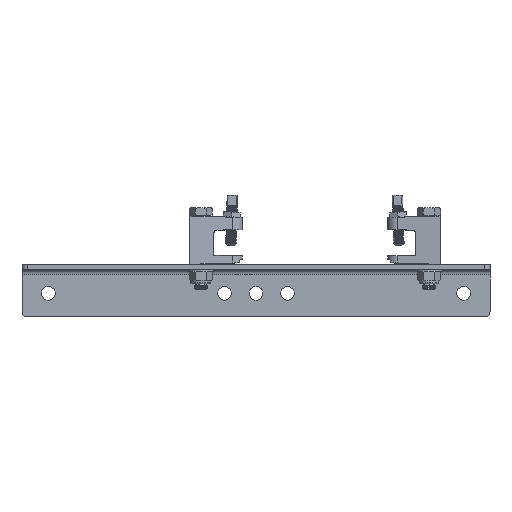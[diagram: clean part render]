
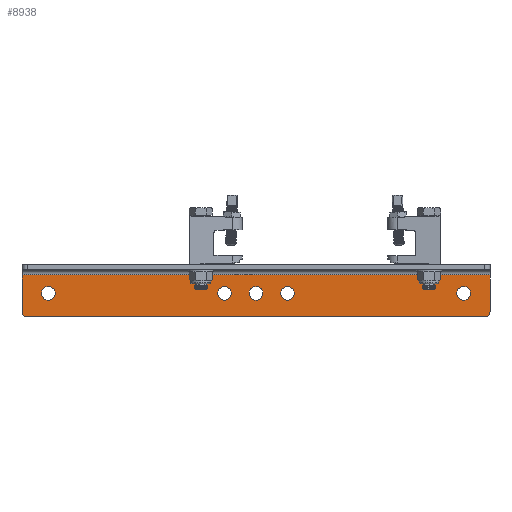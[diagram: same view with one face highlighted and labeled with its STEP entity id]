
A CAD part, top view. The second image highlights one B-rep face of the part: STEP entity #8938.
In plain terms, the highlighted planar face has unit normal (0, 0, 1).
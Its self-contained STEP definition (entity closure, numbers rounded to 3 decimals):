
#144 = ORIENTED_EDGE ( 'NONE', *, *, #5495, .F. ) ;
#575 = DIRECTION ( 'NONE',  ( 1., 0., 0. ) ) ;
#749 = CARTESIAN_POINT ( 'NONE',  ( -197.5, 27.5, 5. ) ) ;
#754 = DIRECTION ( 'NONE',  ( -1., 0., 0. ) ) ;
#1000 = EDGE_LOOP ( 'NONE', ( #5435, #3421 ) ) ;
#1056 = EDGE_CURVE ( 'NONE', #12336, #15072, #1110, .T. ) ;
#1110 = CIRCLE ( 'NONE', #14462, 6.5 ) ;
#1217 = CARTESIAN_POINT ( 'NONE',  ( -222.5, 0., 5. ) ) ;
#1560 = AXIS2_PLACEMENT_3D ( 'NONE', #8929, #7680, #10187 ) ;
#1656 = CIRCLE ( 'NONE', #3942, 6.5 ) ;
#1700 = VERTEX_POINT ( 'NONE', #12529 ) ;
#1866 = LINE ( 'NONE', #12417, #14367 ) ;
#2008 = VERTEX_POINT ( 'NONE', #4884 ) ;
#2143 = CARTESIAN_POINT ( 'NONE',  ( -217.5, 50., 5. ) ) ;
#2347 = EDGE_CURVE ( 'NONE', #2008, #1700, #8523, .T. ) ;
#2705 = EDGE_CURVE ( 'NONE', #7662, #16110, #11074, .T. ) ;
#2767 = CARTESIAN_POINT ( 'NONE',  ( 217.5, 50., 5. ) ) ;
#2822 = CARTESIAN_POINT ( 'NONE',  ( 30., 27.5, 5. ) ) ;
#3068 = ORIENTED_EDGE ( 'NONE', *, *, #10584, .T. ) ;
#3172 = EDGE_CURVE ( 'NONE', #5164, #4510, #13153, .T. ) ;
#3421 = ORIENTED_EDGE ( 'NONE', *, *, #12382, .F. ) ;
#3484 = VERTEX_POINT ( 'NONE', #12398 ) ;
#3530 = CIRCLE ( 'NONE', #14786, 5. ) ;
#3684 = CARTESIAN_POINT ( 'NONE',  ( 23.5, 27.5, 5. ) ) ;
#3788 = CIRCLE ( 'NONE', #9942, 5. ) ;
#3847 = ORIENTED_EDGE ( 'NONE', *, *, #8934, .T. ) ;
#3924 = ORIENTED_EDGE ( 'NONE', *, *, #11945, .T. ) ;
#3942 = AXIS2_PLACEMENT_3D ( 'NONE', #9389, #6900, #12988 ) ;
#4113 = DIRECTION ( 'NONE',  ( 0., 0., 1. ) ) ;
#4146 = DIRECTION ( 'NONE',  ( 0., 0., 1. ) ) ;
#4221 = EDGE_LOOP ( 'NONE', ( #3068, #3924, #15369, #3847, #10777, #7562 ) ) ;
#4275 = DIRECTION ( 'NONE',  ( 1., 0., 0. ) ) ;
#4321 = CARTESIAN_POINT ( 'NONE',  ( 222.5, 0., 5. ) ) ;
#4510 = VERTEX_POINT ( 'NONE', #9516 ) ;
#4748 = CARTESIAN_POINT ( 'NONE',  ( 30., 27.5, 5. ) ) ;
#4824 = AXIS2_PLACEMENT_3D ( 'NONE', #4321, #5535, #11661 ) ;
#4884 = CARTESIAN_POINT ( 'NONE',  ( 6.5, 27.5, 5. ) ) ;
#4927 = EDGE_LOOP ( 'NONE', ( #8843, #6130 ) ) ;
#5164 = VERTEX_POINT ( 'NONE', #5498 ) ;
#5288 = FACE_BOUND ( 'NONE', #4927, .T. ) ;
#5321 = CARTESIAN_POINT ( 'NONE',  ( -204., 27.5, 5. ) ) ;
#5435 = ORIENTED_EDGE ( 'NONE', *, *, #2705, .F. ) ;
#5495 = EDGE_CURVE ( 'NONE', #3484, #12396, #12237, .T. ) ;
#5498 = CARTESIAN_POINT ( 'NONE',  ( -222.5, 10., 5. ) ) ;
#5535 = DIRECTION ( 'NONE',  ( 0., 0., 1. ) ) ;
#5644 = CARTESIAN_POINT ( 'NONE',  ( 36.5, 27.5, 5. ) ) ;
#5722 = ORIENTED_EDGE ( 'NONE', *, *, #11824, .F. ) ;
#5770 = DIRECTION ( 'NONE',  ( 0., 0., 1. ) ) ;
#6130 = ORIENTED_EDGE ( 'NONE', *, *, #6303, .F. ) ;
#6219 = DIRECTION ( 'NONE',  ( 1., 0., 0. ) ) ;
#6268 = AXIS2_PLACEMENT_3D ( 'NONE', #15585, #4146, #575 ) ;
#6303 = EDGE_CURVE ( 'NONE', #11450, #12192, #14636, .T. ) ;
#6368 = DIRECTION ( 'NONE',  ( 1., 0., 0. ) ) ;
#6461 = CARTESIAN_POINT ( 'NONE',  ( -191., 27.5, 5. ) ) ;
#6717 = CIRCLE ( 'NONE', #1560, 6.5 ) ;
#6900 = DIRECTION ( 'NONE',  ( 0., 0., 1. ) ) ;
#7150 = VECTOR ( 'NONE', #15013, 1000. ) ;
#7263 = FACE_BOUND ( 'NONE', #11799, .T. ) ;
#7330 = DIRECTION ( 'NONE',  ( 1., 0., 0. ) ) ;
#7449 = AXIS2_PLACEMENT_3D ( 'NONE', #749, #10718, #9549 ) ;
#7467 = CARTESIAN_POINT ( 'NONE',  ( 222.5, 45., 5. ) ) ;
#7562 = ORIENTED_EDGE ( 'NONE', *, *, #10184, .T. ) ;
#7662 = VERTEX_POINT ( 'NONE', #15199 ) ;
#7680 = DIRECTION ( 'NONE',  ( 0., 0., 1. ) ) ;
#7742 = AXIS2_PLACEMENT_3D ( 'NONE', #10285, #15179, #14071 ) ;
#8374 = EDGE_CURVE ( 'NONE', #12192, #11450, #8629, .T. ) ;
#8523 = CIRCLE ( 'NONE', #11141, 6.5 ) ;
#8594 = CIRCLE ( 'NONE', #14022, 6.5 ) ;
#8629 = CIRCLE ( 'NONE', #7449, 6.5 ) ;
#8653 = VERTEX_POINT ( 'NONE', #2143 ) ;
#8843 = ORIENTED_EDGE ( 'NONE', *, *, #8374, .F. ) ;
#8863 = DIRECTION ( 'NONE',  ( 0., 0., 1. ) ) ;
#8929 = CARTESIAN_POINT ( 'NONE',  ( -30., 27.5, 5. ) ) ;
#8934 = EDGE_CURVE ( 'NONE', #8653, #4510, #3530, .T. ) ;
#8938 = ADVANCED_FACE ( 'NONE', ( #13875, #5288, #13285, #9582, #7263, #9801 ), #11712, .T. ) ;
#9181 = CARTESIAN_POINT ( 'NONE',  ( -36.5, 27.5, 5. ) ) ;
#9183 = CARTESIAN_POINT ( 'NONE',  ( -217.5, 45., 5. ) ) ;
#9213 = EDGE_CURVE ( 'NONE', #15072, #12336, #8594, .T. ) ;
#9250 = CIRCLE ( 'NONE', #14623, 6.5 ) ;
#9389 = CARTESIAN_POINT ( 'NONE',  ( 0., 27.5, 5. ) ) ;
#9403 = EDGE_LOOP ( 'NONE', ( #5722, #144 ) ) ;
#9475 = CARTESIAN_POINT ( 'NONE',  ( 0., 27.5, 5. ) ) ;
#9516 = CARTESIAN_POINT ( 'NONE',  ( -222.5, 45., 5. ) ) ;
#9532 = DIRECTION ( 'NONE',  ( 1., 0., 0. ) ) ;
#9540 = EDGE_CURVE ( 'NONE', #12208, #8653, #15605, .T. ) ;
#9549 = DIRECTION ( 'NONE',  ( 1., 0., 0. ) ) ;
#9582 = FACE_BOUND ( 'NONE', #11420, .T. ) ;
#9682 = DIRECTION ( 'NONE',  ( 1., 0., 0. ) ) ;
#9801 = FACE_OUTER_BOUND ( 'NONE', #4221, .T. ) ;
#9845 = DIRECTION ( 'NONE',  ( 0., 0., 1. ) ) ;
#9925 = ORIENTED_EDGE ( 'NONE', *, *, #2347, .F. ) ;
#9942 = AXIS2_PLACEMENT_3D ( 'NONE', #12833, #12671, #12722 ) ;
#10184 = EDGE_CURVE ( 'NONE', #5164, #15718, #1866, .T. ) ;
#10187 = DIRECTION ( 'NONE',  ( 1., 0., 0. ) ) ;
#10285 = CARTESIAN_POINT ( 'NONE',  ( 197.5, 27.5, 5. ) ) ;
#10425 = ORIENTED_EDGE ( 'NONE', *, *, #10890, .F. ) ;
#10432 = DIRECTION ( 'NONE',  ( 1., 0., 0. ) ) ;
#10584 = EDGE_CURVE ( 'NONE', #15718, #12339, #12978, .T. ) ;
#10718 = DIRECTION ( 'NONE',  ( 0., 0., 1. ) ) ;
#10777 = ORIENTED_EDGE ( 'NONE', *, *, #3172, .F. ) ;
#10890 = EDGE_CURVE ( 'NONE', #1700, #2008, #1656, .T. ) ;
#10957 = DIRECTION ( 'NONE',  ( 0., 1., 0. ) ) ;
#10981 = CARTESIAN_POINT ( 'NONE',  ( 222.5, 50., 5. ) ) ;
#11074 = CIRCLE ( 'NONE', #14155, 6.5 ) ;
#11141 = AXIS2_PLACEMENT_3D ( 'NONE', #9475, #5770, #9532 ) ;
#11377 = CARTESIAN_POINT ( 'NONE',  ( 197.5, 27.5, 5. ) ) ;
#11420 = EDGE_LOOP ( 'NONE', ( #12797, #13362 ) ) ;
#11450 = VERTEX_POINT ( 'NONE', #5321 ) ;
#11633 = VECTOR ( 'NONE', #10957, 1000. ) ;
#11661 = DIRECTION ( 'NONE',  ( 1., 0., 0. ) ) ;
#11712 = PLANE ( 'NONE',  #4824 ) ;
#11799 = EDGE_LOOP ( 'NONE', ( #9925, #10425 ) ) ;
#11824 = EDGE_CURVE ( 'NONE', #12396, #3484, #9250, .T. ) ;
#11945 = EDGE_CURVE ( 'NONE', #12339, #12208, #3788, .T. ) ;
#12192 = VERTEX_POINT ( 'NONE', #6461 ) ;
#12208 = VERTEX_POINT ( 'NONE', #2767 ) ;
#12237 = CIRCLE ( 'NONE', #7742, 6.5 ) ;
#12336 = VERTEX_POINT ( 'NONE', #3684 ) ;
#12339 = VERTEX_POINT ( 'NONE', #7467 ) ;
#12382 = EDGE_CURVE ( 'NONE', #16110, #7662, #6717, .T. ) ;
#12396 = VERTEX_POINT ( 'NONE', #13829 ) ;
#12398 = CARTESIAN_POINT ( 'NONE',  ( 191., 27.5, 5. ) ) ;
#12417 = CARTESIAN_POINT ( 'NONE',  ( 222.5, 10., 5. ) ) ;
#12529 = CARTESIAN_POINT ( 'NONE',  ( -6.5, 27.5, 5. ) ) ;
#12671 = DIRECTION ( 'NONE',  ( 0., 0., 1. ) ) ;
#12722 = DIRECTION ( 'NONE',  ( 1., 0., 0. ) ) ;
#12797 = ORIENTED_EDGE ( 'NONE', *, *, #9213, .F. ) ;
#12833 = CARTESIAN_POINT ( 'NONE',  ( 217.5, 45., 5. ) ) ;
#12978 = LINE ( 'NONE', #15124, #7150 ) ;
#12988 = DIRECTION ( 'NONE',  ( 1., 0., 0. ) ) ;
#13153 = LINE ( 'NONE', #1217, #11633 ) ;
#13285 = FACE_BOUND ( 'NONE', #1000, .T. ) ;
#13362 = ORIENTED_EDGE ( 'NONE', *, *, #1056, .F. ) ;
#13650 = VECTOR ( 'NONE', #754, 1000. ) ;
#13730 = CARTESIAN_POINT ( 'NONE',  ( -30., 27.5, 5. ) ) ;
#13829 = CARTESIAN_POINT ( 'NONE',  ( 204., 27.5, 5. ) ) ;
#13875 = FACE_BOUND ( 'NONE', #9403, .T. ) ;
#14022 = AXIS2_PLACEMENT_3D ( 'NONE', #4748, #9845, #9682 ) ;
#14071 = DIRECTION ( 'NONE',  ( 1., 0., 0. ) ) ;
#14155 = AXIS2_PLACEMENT_3D ( 'NONE', #13730, #14884, #7330 ) ;
#14176 = DIRECTION ( 'NONE',  ( 0., 0., 1. ) ) ;
#14367 = VECTOR ( 'NONE', #6219, 1000. ) ;
#14462 = AXIS2_PLACEMENT_3D ( 'NONE', #2822, #14176, #10432 ) ;
#14623 = AXIS2_PLACEMENT_3D ( 'NONE', #11377, #8863, #6368 ) ;
#14636 = CIRCLE ( 'NONE', #6268, 6.5 ) ;
#14786 = AXIS2_PLACEMENT_3D ( 'NONE', #9183, #4113, #4275 ) ;
#14884 = DIRECTION ( 'NONE',  ( 0., 0., 1. ) ) ;
#15013 = DIRECTION ( 'NONE',  ( 0., 1., 0. ) ) ;
#15072 = VERTEX_POINT ( 'NONE', #5644 ) ;
#15124 = CARTESIAN_POINT ( 'NONE',  ( 222.5, 0., 5. ) ) ;
#15179 = DIRECTION ( 'NONE',  ( 0., 0., 1. ) ) ;
#15199 = CARTESIAN_POINT ( 'NONE',  ( -23.5, 27.5, 5. ) ) ;
#15369 = ORIENTED_EDGE ( 'NONE', *, *, #9540, .T. ) ;
#15585 = CARTESIAN_POINT ( 'NONE',  ( -197.5, 27.5, 5. ) ) ;
#15605 = LINE ( 'NONE', #10981, #13650 ) ;
#15718 = VERTEX_POINT ( 'NONE', #15984 ) ;
#15984 = CARTESIAN_POINT ( 'NONE',  ( 222.5, 10., 5. ) ) ;
#16110 = VERTEX_POINT ( 'NONE', #9181 ) ;
